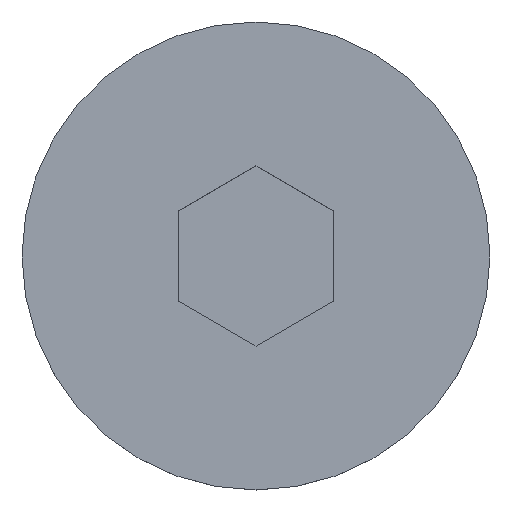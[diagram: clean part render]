
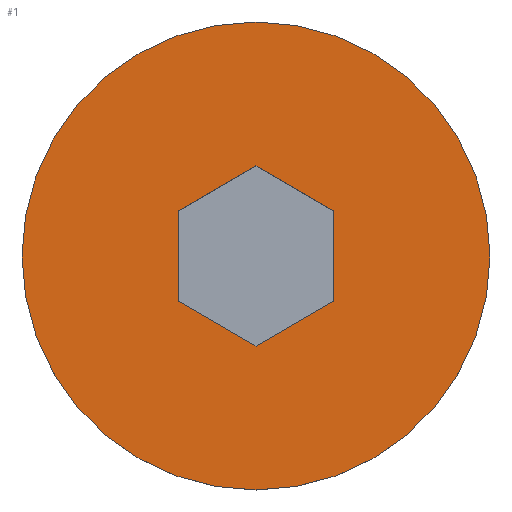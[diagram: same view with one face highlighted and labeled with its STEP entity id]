
A CAD part, top view. The second image highlights one B-rep face of the part: STEP entity #1.
In plain terms, the highlighted planar face has unit normal (0, 0, 1).
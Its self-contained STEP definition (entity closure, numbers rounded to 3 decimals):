
#1 = ADVANCED_FACE ( 'NONE', ( #510, #27 ), #534, .T. ) ;
#23 = CARTESIAN_POINT ( 'NONE',  ( -2., -1.155, 0. ) ) ;
#27 = FACE_BOUND ( 'NONE', #550, .T. ) ;
#68 = CARTESIAN_POINT ( 'NONE',  ( 0., 2.309, 0. ) ) ;
#84 = VECTOR ( 'NONE', #609, 1000. ) ;
#86 = CARTESIAN_POINT ( 'NONE',  ( 0., 6., 0. ) ) ;
#95 = LINE ( 'NONE', #563, #126 ) ;
#122 = CIRCLE ( 'NONE', #593, 6. ) ;
#126 = VECTOR ( 'NONE', #674, 1000. ) ;
#129 = LINE ( 'NONE', #540, #156 ) ;
#135 = LINE ( 'NONE', #622, #821 ) ;
#155 = LINE ( 'NONE', #549, #165 ) ;
#156 = VECTOR ( 'NONE', #548, 1000. ) ;
#161 = LINE ( 'NONE', #816, #203 ) ;
#165 = VECTOR ( 'NONE', #546, 1000. ) ;
#167 = CIRCLE ( 'NONE', #604, 6. ) ;
#179 = CARTESIAN_POINT ( 'NONE',  ( -2., 1.155, 0. ) ) ;
#203 = VECTOR ( 'NONE', #755, 1000. ) ;
#234 = CARTESIAN_POINT ( 'NONE',  ( 2., 1.155, 0. ) ) ;
#243 = VERTEX_POINT ( 'NONE', #378 ) ;
#277 = VERTEX_POINT ( 'NONE', #234 ) ;
#363 = CARTESIAN_POINT ( 'NONE',  ( 2., -1.155, 0. ) ) ;
#378 = CARTESIAN_POINT ( 'NONE',  ( 0., -6., 0. ) ) ;
#417 = CARTESIAN_POINT ( 'NONE',  ( 0., -2.309, 0. ) ) ;
#418 = EDGE_CURVE ( 'NONE', #488, #822, #135, .T. ) ;
#419 = EDGE_CURVE ( 'NONE', #720, #243, #122, .T. ) ;
#442 = EDGE_CURVE ( 'NONE', #783, #277, #802, .T. ) ;
#452 = EDGE_CURVE ( 'NONE', #277, #541, #95, .T. ) ;
#458 = EDGE_CURVE ( 'NONE', #822, #594, #129, .T. ) ;
#463 = ORIENTED_EDGE ( 'NONE', *, *, #464, .T. ) ;
#464 = EDGE_CURVE ( 'NONE', #541, #488, #155, .T. ) ;
#466 = EDGE_CURVE ( 'NONE', #243, #720, #167, .T. ) ;
#472 = EDGE_CURVE ( 'NONE', #594, #783, #161, .T. ) ;
#488 = VERTEX_POINT ( 'NONE', #417 ) ;
#504 = CARTESIAN_POINT ( 'NONE',  ( 0., 2.309, 0. ) ) ;
#505 = CARTESIAN_POINT ( 'NONE',  ( 0., 0., 0. ) ) ;
#506 = DIRECTION ( 'NONE',  ( 0., 0., 1. ) ) ;
#510 = FACE_OUTER_BOUND ( 'NONE', #579, .T. ) ;
#528 = AXIS2_PLACEMENT_3D ( 'NONE', #505, #506, #532 ) ;
#532 = DIRECTION ( 'NONE',  ( 1., 0., 0. ) ) ;
#534 = PLANE ( 'NONE',  #528 ) ;
#540 = CARTESIAN_POINT ( 'NONE',  ( -2., 0., 0. ) ) ;
#541 = VERTEX_POINT ( 'NONE', #363 ) ;
#543 = ORIENTED_EDGE ( 'NONE', *, *, #472, .T. ) ;
#546 = DIRECTION ( 'NONE',  ( -0.866, -0.5, 0. ) ) ;
#548 = DIRECTION ( 'NONE',  ( 0., 1., 0. ) ) ;
#549 = CARTESIAN_POINT ( 'NONE',  ( 2., -1.155, 0. ) ) ;
#550 = EDGE_LOOP ( 'NONE', ( #761, #543, #627, #662, #463, #842 ) ) ;
#563 = CARTESIAN_POINT ( 'NONE',  ( 2., 0., 0. ) ) ;
#579 = EDGE_LOOP ( 'NONE', ( #680, #765 ) ) ;
#593 = AXIS2_PLACEMENT_3D ( 'NONE', #660, #664, #671 ) ;
#594 = VERTEX_POINT ( 'NONE', #179 ) ;
#604 = AXIS2_PLACEMENT_3D ( 'NONE', #837, #836, #832 ) ;
#609 = DIRECTION ( 'NONE',  ( 0.866, -0.5, 0. ) ) ;
#618 = DIRECTION ( 'NONE',  ( -0.866, 0.5, 0. ) ) ;
#622 = CARTESIAN_POINT ( 'NONE',  ( 0., -2.309, 0. ) ) ;
#627 = ORIENTED_EDGE ( 'NONE', *, *, #442, .T. ) ;
#660 = CARTESIAN_POINT ( 'NONE',  ( 0., 0., 0. ) ) ;
#662 = ORIENTED_EDGE ( 'NONE', *, *, #452, .T. ) ;
#664 = DIRECTION ( 'NONE',  ( 0., 0., -1. ) ) ;
#671 = DIRECTION ( 'NONE',  ( 0., 1., 0. ) ) ;
#674 = DIRECTION ( 'NONE',  ( 0., -1., 0. ) ) ;
#680 = ORIENTED_EDGE ( 'NONE', *, *, #419, .F. ) ;
#720 = VERTEX_POINT ( 'NONE', #86 ) ;
#755 = DIRECTION ( 'NONE',  ( 0.866, 0.5, 0. ) ) ;
#761 = ORIENTED_EDGE ( 'NONE', *, *, #458, .T. ) ;
#765 = ORIENTED_EDGE ( 'NONE', *, *, #466, .F. ) ;
#783 = VERTEX_POINT ( 'NONE', #68 ) ;
#802 = LINE ( 'NONE', #504, #84 ) ;
#816 = CARTESIAN_POINT ( 'NONE',  ( -2., 1.155, 0. ) ) ;
#821 = VECTOR ( 'NONE', #618, 1000. ) ;
#822 = VERTEX_POINT ( 'NONE', #23 ) ;
#832 = DIRECTION ( 'NONE',  ( 0., 1., 0. ) ) ;
#836 = DIRECTION ( 'NONE',  ( 0., 0., -1. ) ) ;
#837 = CARTESIAN_POINT ( 'NONE',  ( 0., 0., 0. ) ) ;
#842 = ORIENTED_EDGE ( 'NONE', *, *, #418, .T. ) ;
